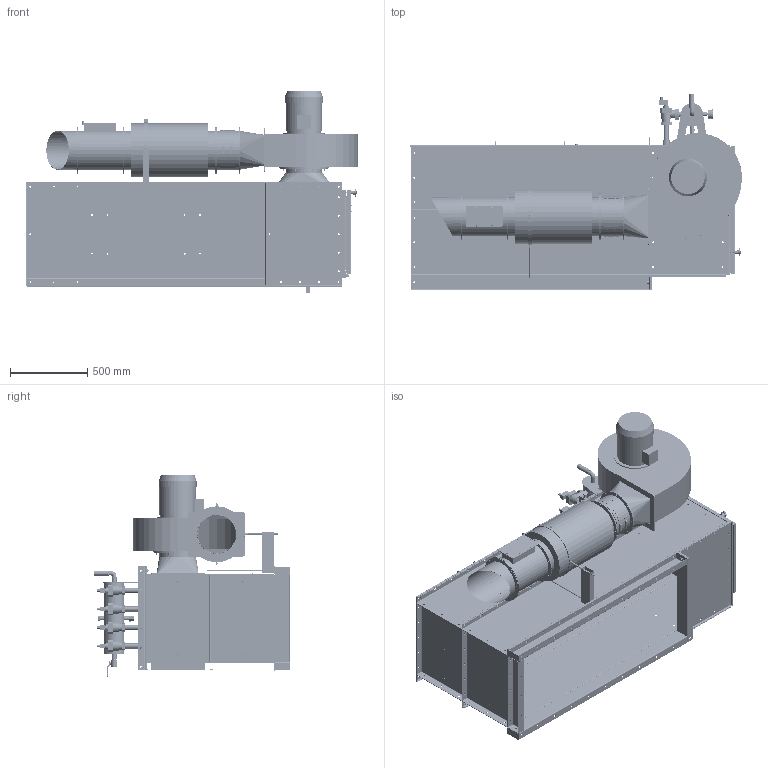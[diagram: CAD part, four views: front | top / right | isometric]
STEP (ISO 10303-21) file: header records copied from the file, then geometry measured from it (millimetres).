
FILE_DESCRIPTION (( 'STEP AP203' ), '1' );
FILE_NAME ('LJHO05.STEP', '2023-12-01T14:13:54', ( '' ), ( '' ), 'SwSTEP 2.0', 'SolidWorks 2022', '' );
FILE_SCHEMA (( 'CONFIG_CONTROL_DESIGN' ));
Length unit declared in the file: millimetre
Products named in the file (95): FS-D012-08 - BACK COVER 8-1 G3_Výchozí; FS-S707-02 - HEM II_Výchozí; POJISTNÝ VENTIL G3-4 - MOSAZ_Výchozí; FS-S708-01 - PROFILE_Výchozí<As Machined>; RO-S070-01 - PART 1_Výchozí; FS-S707-08 - FRAME IV_Výchozí; PO-S987-00 - EXHAUST 250_Výchozí; FS-D002-21 - CAP O THREAD_Výchozí; FL-S154-00 - WLDM SILENCER HOLDER_Výchozí; PH-D015-03 - FLANGE_Výchozí; FL-D004-57 - FLANGE II_Výchozí; FS-S706-03 - DOOR; RG-S185-01 - PIPE_Výchozí; BOLT JOINT ROUND - B+W-W+SW+N_M6x20-X8-W; FL-M007-27 - ASSY REGENERATION 4V_Výchozí; FS-N000-12 - HING PIN 140x18_Výchozí; MATICE HVĚZDA M10 - MHVPP; FL-M000-80 - ASSY FLAGE IN 8-15_Výchozí; KULOVÝ VENTIL G3-4_Výchozí; FS-S706-00 - WLDM DOOR 8-2 G6; FS-D008-61 - SIDE PANEL 1500x420 P2 SK_Výchozí; P3-S178-04 - REDUCT_Výchozí; PP-D005-40 - RUBBER I_Výchozí; FL-D004-56 - ROOF 8-15_Výchozí; LJHO05; FL-D004-52 - FLANGE I_Výchozí; FL-D001-15 -TUBE IN_Výchozí; PP-D005-41 - RUBBER II_Výchozí; RO-S067-02 - PART 2_Výchozí; FL-D004-58 - FLANGE II_Výchozí; PO-S987-01 - EXHAUST_Výchozí; PP-S429-00 - WLDM COLLAR DN250_Výchozí; P3-S178-06 - COLLAR_Výchozí; FS-S708-00 - WLDM STRIP DOOR 8-2; RG-S135-03 - BRACKET_Výchozí; PO-SL34-01 - TUBE_Výchozí; P3-S179-01 - REDUCT_Výchozí; BOLT JOINT - B+W-W+N_M10x20-X5-W; O-KROUŽEK - 34x4_Výchozí; FL-D004-53 - STRIP ROOF_Výchozí ...
Assembly tree (149 placements, depth 6):
  LJHO05
    FL-8-2-15 - ASSY LOCAL FILTER 23-11_Výchozí
      FL-M006-31 - ASSY FILTER BOX 8-2-15 23-11_Výchozí
        FS-D008-61 - SIDE PANEL 1500x420 P2 SK_Výchozí  x2
        FS-D006-04 - SIDE PANEL 1500x420 L2 G3_Výchozí
        FS-D012-08 - BACK COVER 8-1 G3_Výchozí  x2
        FS-D006-37 - SIDE PANEL 1500x420 L2 F G3_Výchozí
        FL-M007-27 - ASSY REGENERATION 4V_Výchozí
          FL-D004-48 - ROOF PV 8 G4_Výchozí
          O-KROUŽEK - 34x4_Výchozí  x8
          FS-D002-21 - CAP O THREAD_Výchozí  x4
          RG-S185-00 - WLDM PRESSURE VESSEL 4V-120_Výchozí
            RG-S185-01 - PIPE_Výchozí
            RG-S100-02 - TUBE VALVE 33,7_Výchozí  x7
            FITTING INNER THREAD G1 2'''' S235_Výchozí  x3
            RG-S135-03 - BRACKET_Výchozí  x2
            FITTING INNER THREAD G3 4'''' S235_Výchozí  x2
          VENTIL OFUKU_Výchozí  x4
          FL-D001-15 -TUBE IN_Výchozí  x4
          User Library-manometrM63-3 igs
          BMA-12 - KOHOUT KULOVÝ G1-2_Výchozí
          ZÁSLEPKA G1-2 - MOSAZ_Výchozí
          POJISTNÝ VENTIL G3-4 - MOSAZ_Výchozí
          KOLENO 3-4 F-M_Výchozí
          KULOVÝ VENTIL G3-4_Výchozí
        FS-M003-57 - ASSY FRONT DOOR 8-2 G6
          FS-S706-00 - WLDM DOOR 8-2 G6
            FS-S706-03 - DOOR
            FS-N000-12 - HING HOLE 140x18_Výchozí  x2
          FS-S707-00 - WLDM FRAME 8-2_Výchozí
            FS-S707-01 - HEM I_Výchozí  x2
            FS-S707-02 - HEM II_Výchozí  x2
            FS-S707-03 - FRAME II_Výchozí
            FS-S707-04 - FRAME I_Výchozí
            FS-S707-08 - FRAME IV_Výchozí  x2
            FS-N000-12 - HING PIN 140x18_Výchozí  x2
            BOLT - B_M10x55  x2
          FS-S708-00 - WLDM STRIP DOOR 8-2
            FS-S708-01 - PROFILE_Výchozí<As Machined>  x4
            FS-S708-02 - PROFILE L_Výchozí<As Machined>  x2
          MATICE HVĚZDA M10 - MHVPP  x2
            K0148_210
            WASHER JOINT - SW+W_M10-BW
          00547004 - U-PIRELI SEAL 6-2 G4_Výchozí
          BOLT JOINT ROUND - B+W-W+SW+N_M6x20-X8-W
          BOLT JOINT GATE  - B-W+N_M8x25-X13-W
      FL-M000-80 - ASSY FLAGE IN 8-15_Výchozí
        FL-D004-51 - FLANGE III_Výchozí
        FL-D004-52 - FLANGE I_Výchozí
        FL-D004-57 - FLANGE II_Výchozí
        FL-D004-58 - FLANGE II_Výchozí
        BOLT JOINT - B+W-W+N_M10x20-X5-W
      FL-D004-53 - STRIP ROOF_Výchozí  x2
      FL-D002-69 - BRACKET AOV_Výchozí
      P3-S178-00 - RC DN240-Q400x270-T2_Výchozí
        P3-S178-04 - REDUCT_Výchozí  x2
        PR-D023-03 - DN240  x2
        P3-S178-06 - COLLAR_Výchozí
        PH-S194-00 - WLDM FLANGE 400x270_Výchozí
          PH-S043-02 - FLANGE II_Výchozí  x2
Bounding box: 2155 x 1273.5 x 1313 mm (x, y, z)
Volume: 54451272.4 mm3; surface area: 27330368.2 mm2
Topology: 152 solids, 152 shells, 5213 faces, 12719 edges, 7985 vertices
Faces by surface type: plane 2560, cylinder 2135, bspline 239, cone 139, torus 136, sphere 4
Entity records: 129824 total; most frequent: CARTESIAN_POINT 28106, DIRECTION 18743, ORIENTED_EDGE 18276, EDGE_CURVE 9138, AXIS2_PLACEMENT_3D 6605, VERTEX_POINT 5757, LINE 5533, VECTOR 5533
